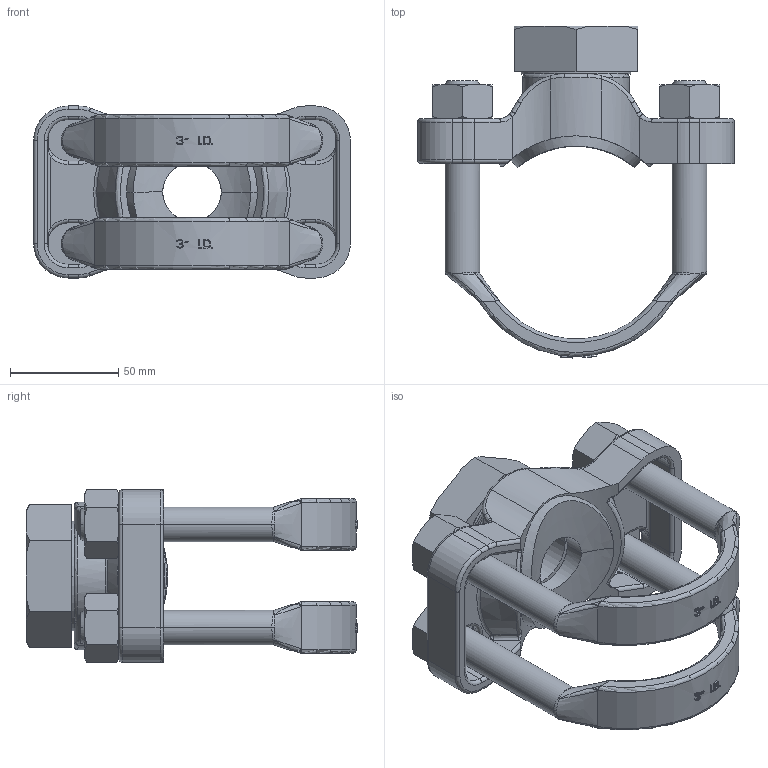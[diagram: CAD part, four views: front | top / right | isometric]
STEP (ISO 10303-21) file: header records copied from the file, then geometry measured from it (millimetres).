
FILE_DESCRIPTION((''),'2;1');
FILE_NAME('93000008_01','2014-08-08T',('sobri'),(''),'PRO/ENGINEER BY PARAMETRIC TECHNOLOGY CORPORATION, 2011180','PRO/ENGINEER BY PARAMETRIC TECHNOLOGY CORPORATION, 2011180','');
FILE_SCHEMA(('CONFIG_CONTROL_DESIGN'));
Length unit declared in the file: inch
Products named in the file (1): 93000008_01
Bounding box: 146.05 x 153.02 x 79.53 mm (x, y, z)
Surface area: 98471.9 mm2 (no closed solid volume)
Topology: 0 solids, 9 shells, 960 faces, 2668 edges, 1719 vertices
Faces by surface type: plane 504, bspline 165, cylinder 154, cone 72, torus 53, sphere 12
Entity records: 39869 total; most frequent: CARTESIAN_POINT 17164, ORIENTED_EDGE 5128, DIRECTION 3988, EDGE_CURVE 2668, VERTEX_POINT 1719, AXIS2_PLACEMENT_3D 1338, VECTOR 1312, LINE 1312
